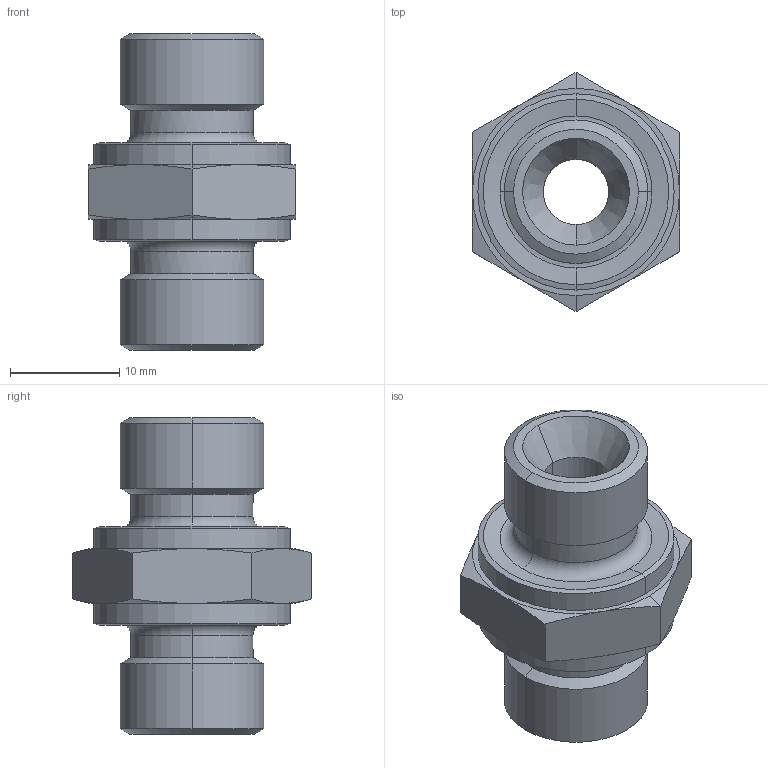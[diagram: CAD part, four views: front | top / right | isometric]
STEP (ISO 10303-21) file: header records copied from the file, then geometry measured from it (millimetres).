
FILE_DESCRIPTION(('Creo Elements/Direct Modeling STEP Export'),'2;1');
FILE_NAME('1050510-04-04-D-N_1_4_BSP_60__1_1.stp','2017-03-29T11:27:18',(''),(''),'PTC Creo Elements/Direct Modeling STEP processor for AP214 (Solid Model)','PTC Creo Elements/Direct Modeling 19.0A 04-Oct-2014 (C) Parametric Technology GmbH','');
FILE_SCHEMA(('AUTOMOTIVE_DESIGN { 1 0 10303 214 1 1 1 1 }'));
Length unit declared in the file: millimetre
Products named in the file (1): D-N_1_4zoll-BSP-60°
Bounding box: 19 x 21.94 x 29 mm (x, y, z)
Volume: 4046.2 mm3; surface area: 2473.4 mm2
Topology: 1 solids, 1 shells, 107 faces, 260 edges, 160 vertices
Faces by surface type: plane 53, cone 36, cylinder 14, torus 4
Entity records: 3381 total; most frequent: CARTESIAN_POINT 977, ORIENTED_EDGE 520, DIRECTION 414, EDGE_CURVE 260, VECTOR 164, LINE 164, VERTEX_POINT 160, AXIS2_PLACEMENT_3D 125
